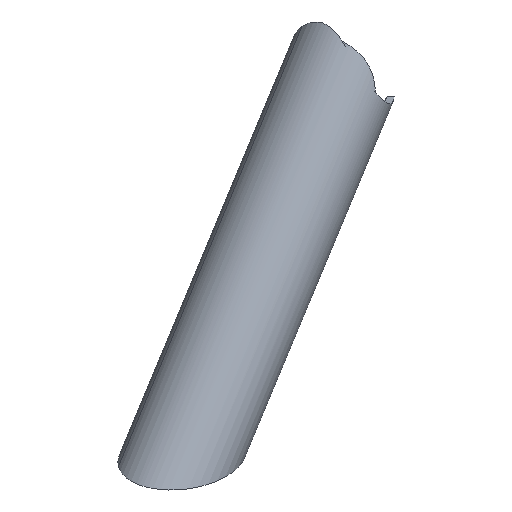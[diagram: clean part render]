
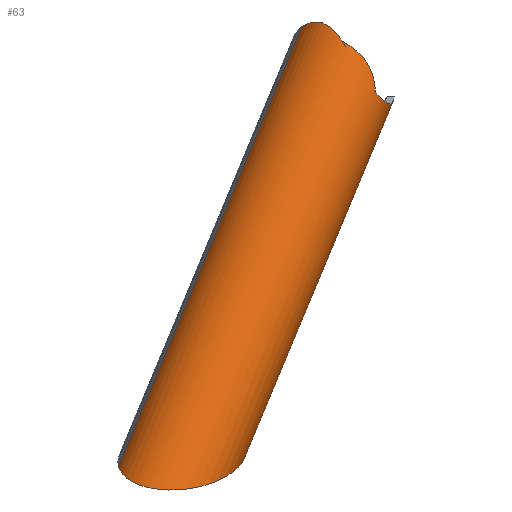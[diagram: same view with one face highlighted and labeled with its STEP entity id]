
A CAD part, isometric view. The second image highlights one B-rep face of the part: STEP entity #63.
In plain terms, the highlighted cylindrical face has radius 12.5 mm (diameter 25 mm), a partial arc.
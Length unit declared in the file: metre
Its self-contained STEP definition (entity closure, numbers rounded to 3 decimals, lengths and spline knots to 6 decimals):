
#63=ADVANCED_FACE('0:42',(#123),#124,.T.);
#123=FACE_OUTER_BOUND('',#178,.T.);
#124=CYLINDRICAL_SURFACE('',#179,0.0125);
#178=EDGE_LOOP('',(#279,#280,#281,#282,#283,#284,#285,#286));
#179=AXIS2_PLACEMENT_3D('',#287,#288,#289);
#279=ORIENTED_EDGE('',*,*,#341,.T.);
#280=ORIENTED_EDGE('',*,*,#327,.F.);
#281=ORIENTED_EDGE('',*,*,#332,.T.);
#282=ORIENTED_EDGE('',*,*,#363,.T.);
#283=ORIENTED_EDGE('',*,*,#337,.T.);
#284=ORIENTED_EDGE('',*,*,#344,.T.);
#285=ORIENTED_EDGE('',*,*,#361,.T.);
#286=ORIENTED_EDGE('',*,*,#360,.F.);
#287=CARTESIAN_POINT('',(-2.185926,-0.299492,0.309429));
#288=DIRECTION('',(-0.756,-0.224,-0.615));
#289=DIRECTION('',(0.615,-0.566,-0.55));
#327=EDGE_CURVE('0:117',#377,#379,#380,.T.);
#332=EDGE_CURVE('0:102',#377,#386,#388,.T.);
#337=EDGE_CURVE('0:93',#396,#394,#397,.F.);
#341=EDGE_CURVE('',#401,#379,#402,.T.);
#344=EDGE_CURVE('',#394,#405,#407,.T.);
#360=EDGE_CURVE('',#401,#431,#432,.T.);
#361=EDGE_CURVE('',#405,#431,#433,.T.);
#363=EDGE_CURVE('0:108',#386,#396,#435,.F.);
#377=VERTEX_POINT('',#490);
#379=VERTEX_POINT('',#495);
#380=ELLIPSE('',#496,0.028644,0.0125);
#386=VERTEX_POINT('',#503);
#388=B_SPLINE_CURVE_WITH_KNOTS('',3,(#505,#506,#507,#508,#509,#510,#511,#512,#513,#514,#515,#516,#517,#518,#519,#520),.UNSPECIFIED.,.F.,.F.,(4,3,3,3,3,4),(34.280194,39.482736,44.070425,48.229279,52.466273,53.489412),.UNSPECIFIED.);
#394=VERTEX_POINT('',#565);
#396=VERTEX_POINT('',#589);
#397=B_SPLINE_CURVE_WITH_KNOTS('',5,(#590,#591,#592,#593,#594,#595,#596,#597,#598,#599,#600,#601,#602,#603,#604,#605,#606,#607,#608,#609,#610,#611,#612),.UNSPECIFIED.,.F.,.F.,(6,3,5,3,3,3,6),(-41.802708,-30.556787,-20.373102,-14.913157,-8.599708,-5.372001,-0.0),.UNSPECIFIED.);
#401=VERTEX_POINT('',#654);
#402=LINE('',#655,#656);
#405=VERTEX_POINT('',#659);
#407=LINE('',#661,#662);
#431=VERTEX_POINT('',#806);
#432=ELLIPSE('',#807,0.017131,0.0125);
#433=ELLIPSE('',#808,0.017131,0.0125);
#435=B_SPLINE_CURVE_WITH_KNOTS('',5,(#810,#811,#812,#813,#814,#815,#816,#817,#818,#819,#820),.UNSPECIFIED.,.F.,.F.,(6,5,6),(-20.090536,-9.252555,-0.0),.UNSPECIFIED.);
#490=CARTESIAN_POINT('',(-2.169077,-0.305388,0.312008));
#495=CARTESIAN_POINT('',(-2.17123,-0.304483,0.308261));
#496=AXIS2_PLACEMENT_3D('',#830,#831,#832);
#503=CARTESIAN_POINT('',(-2.178413,-0.309039,0.319727));
#505=CARTESIAN_POINT('',(-2.169077,-0.305388,0.312008));
#506=CARTESIAN_POINT('',(-2.169954,-0.306238,0.312255));
#507=CARTESIAN_POINT('',(-2.170883,-0.307013,0.312604));
#508=CARTESIAN_POINT('',(-2.171829,-0.307664,0.313087));
#509=CARTESIAN_POINT('',(-2.172663,-0.308238,0.313514));
#510=CARTESIAN_POINT('',(-2.173512,-0.308715,0.314048));
#511=CARTESIAN_POINT('',(-2.174328,-0.309046,0.314696));
#512=CARTESIAN_POINT('',(-2.175068,-0.309346,0.315283));
#513=CARTESIAN_POINT('',(-2.175778,-0.309523,0.315965));
#514=CARTESIAN_POINT('',(-2.176414,-0.309556,0.31671));
#515=CARTESIAN_POINT('',(-2.177061,-0.309591,0.317469));
#516=CARTESIAN_POINT('',(-2.177628,-0.309476,0.318291));
#517=CARTESIAN_POINT('',(-2.178093,-0.309235,0.319123));
#518=CARTESIAN_POINT('',(-2.178205,-0.309176,0.319324));
#519=CARTESIAN_POINT('',(-2.178312,-0.309111,0.319526));
#520=CARTESIAN_POINT('',(-2.178413,-0.309039,0.319727));
#565=CARTESIAN_POINT('',(-2.17997,-0.288371,0.327388));
#589=CARTESIAN_POINT('',(-2.179707,-0.300344,0.329392));
#590=CARTESIAN_POINT('',(-2.173628,-0.284479,0.314173));
#591=CARTESIAN_POINT('',(-2.17485,-0.284064,0.315032));
#592=CARTESIAN_POINT('',(-2.176021,-0.283821,0.316082));
#593=CARTESIAN_POINT('',(-2.177074,-0.283787,0.317323));
#594=CARTESIAN_POINT('',(-2.178716,-0.284149,0.319928));
#595=CARTESIAN_POINT('',(-2.179627,-0.285233,0.322714));
#596=CARTESIAN_POINT('',(-2.179887,-0.285894,0.324023));
#597=CARTESIAN_POINT('',(-2.18,-0.286676,0.32528));
#598=CARTESIAN_POINT('',(-2.18,-0.28758,0.326443));
#599=CARTESIAN_POINT('',(-2.18,-0.288064,0.327066));
#600=CARTESIAN_POINT('',(-2.179968,-0.288584,0.327663));
#601=CARTESIAN_POINT('',(-2.179908,-0.289139,0.328227));
#602=CARTESIAN_POINT('',(-2.179738,-0.290417,0.329351));
#603=CARTESIAN_POINT('',(-2.179529,-0.291882,0.330213));
#604=CARTESIAN_POINT('',(-2.179421,-0.292726,0.330579));
#605=CARTESIAN_POINT('',(-2.179319,-0.294075,0.330913));
#606=CARTESIAN_POINT('',(-2.179314,-0.295448,0.330928));
#607=CARTESIAN_POINT('',(-2.179324,-0.295911,0.330897));
#608=CARTESIAN_POINT('',(-2.179375,-0.297129,0.330731));
#609=CARTESIAN_POINT('',(-2.17948,-0.298298,0.330369));
#610=CARTESIAN_POINT('',(-2.179557,-0.299003,0.330085));
#611=CARTESIAN_POINT('',(-2.179634,-0.299685,0.329757));
#612=CARTESIAN_POINT('',(-2.179707,-0.300344,0.329392));
#654=CARTESIAN_POINT('',(-2.230891,-0.322195,0.259753));
#655=CARTESIAN_POINT('',(-2.178242,-0.306565,0.30256));
#656=VECTOR('',#844,1.0);
#659=CARTESIAN_POINT('',(-2.258909,-0.311805,0.263207));
#661=CARTESIAN_POINT('',(-2.19361,-0.29242,0.316298));
#662=VECTOR('',#851,1.0);
#806=CARTESIAN_POINT('',(-2.261209,-0.321523,0.264134));
#807=AXIS2_PLACEMENT_3D('',#872,#873,#874);
#808=AXIS2_PLACEMENT_3D('',#875,#876,#877);
#810=CARTESIAN_POINT('',(-2.179707,-0.300344,0.329392));
#811=CARTESIAN_POINT('',(-2.179245,-0.301751,0.329029));
#812=CARTESIAN_POINT('',(-2.178766,-0.303073,0.328421));
#813=CARTESIAN_POINT('',(-2.178314,-0.304264,0.327581));
#814=CARTESIAN_POINT('',(-2.177987,-0.305292,0.326539));
#815=CARTESIAN_POINT('',(-2.177825,-0.306172,0.325369));
#816=CARTESIAN_POINT('',(-2.177687,-0.306924,0.32437));
#817=CARTESIAN_POINT('',(-2.177669,-0.307577,0.323257));
#818=CARTESIAN_POINT('',(-2.177795,-0.308135,0.322089));
#819=CARTESIAN_POINT('',(-2.178056,-0.308614,0.320905));
#820=CARTESIAN_POINT('',(-2.178413,-0.309039,0.319727));
#830=CARTESIAN_POINT('',(-2.165,-0.29328,0.326443));
#831=DIRECTION('',(0.866,0.234,-0.441));
#832=DIRECTION('',(0.42,0.136,0.897));
#844=DIRECTION('',(0.756,0.224,0.615));
#851=DIRECTION('',(-0.756,-0.224,-0.615));
#872=CARTESIAN_POINT('',(-2.2449,-0.317,0.26148));
#873=DIRECTION('',(-0.144,-0.06,-0.988));
#874=DIRECTION('',(0.952,0.264,-0.155));
#875=CARTESIAN_POINT('',(-2.2449,-0.317,0.26148));
#876=DIRECTION('',(0.144,0.06,0.988));
#877=DIRECTION('',(0.952,0.264,-0.155));
